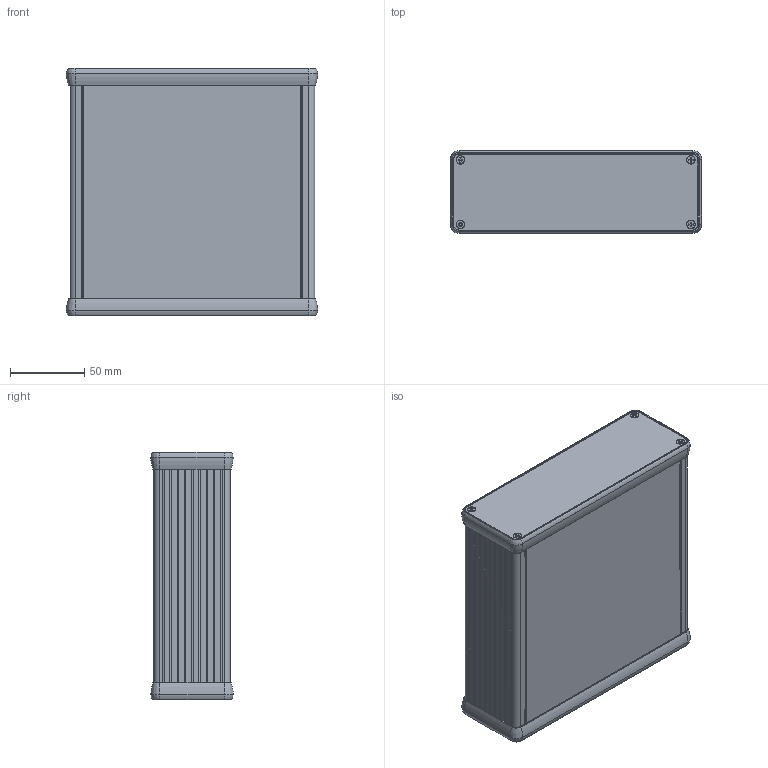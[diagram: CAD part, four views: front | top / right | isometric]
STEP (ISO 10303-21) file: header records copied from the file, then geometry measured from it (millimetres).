
FILE_DESCRIPTION((''),'2;1');
FILE_NAME('STEP''s\1455T1601.stp','2013-07-23T13:53:37',('tfoster'),(''),'Autodesk Inventor 2013','Autodesk Inventor 2013','');
FILE_SCHEMA(('AUTOMOTIVE_DESIGN { 1 0 10303 214 1 1 1 1 }'));
Length unit declared in the file: millimetre
Products named in the file (6): 1455T1601; T Extrusion 160mm; T Bezel Open; T End Plate; 1455 screw; T Extrusion Cap 160mm
Assembly tree (14 placements, depth 2):
  1455T1601
    T Extrusion 160mm
    T Bezel Open  x2
    T End Plate  x2
    1455 screw  x8
    T Extrusion Cap 160mm
Bounding box: 169.5 x 55.7 x 167 mm (x, y, z)
Volume: 217005 mm3; surface area: 225565.2 mm2
Topology: 14 solids, 14 shells, 654 faces, 1762 edges, 1148 vertices
Faces by surface type: plane 314, cylinder 236, cone 64, torus 24, bspline 16
Full cylindrical faces by diameter (mm): 3.5 x24
Entity records: 13455 total; most frequent: CARTESIAN_POINT 2508, DIRECTION 2330, ORIENTED_EDGE 2228, EDGE_CURVE 1114, AXIS2_PLACEMENT_3D 806, VERTEX_POINT 740, VECTOR 718, LINE 718
